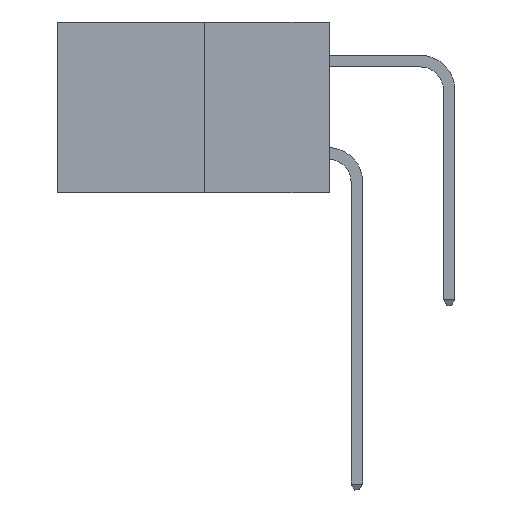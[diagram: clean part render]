
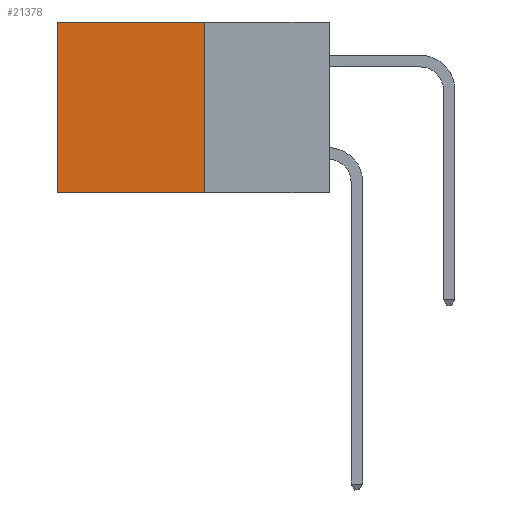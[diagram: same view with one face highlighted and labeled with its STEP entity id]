
A CAD part, left-side view. The second image highlights one B-rep face of the part: STEP entity #21378.
In plain terms, the highlighted planar face has unit normal (-1, 0, 0).
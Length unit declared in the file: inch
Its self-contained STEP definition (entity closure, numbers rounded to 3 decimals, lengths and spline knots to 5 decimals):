
#101 = CARTESIAN_POINT ( 'NONE',  ( 0.277, 0.59, -0.37 ) ) ;
#387 = VERTEX_POINT ( 'NONE', #101 ) ;
#652 = DIRECTION ( 'NONE',  ( 0., 1., 0. ) ) ;
#720 = ORIENTED_EDGE ( 'NONE', *, *, #1274, .F. ) ;
#1274 = EDGE_CURVE ( 'NONE', #21014, #387, #4344, .T. ) ;
#1438 = DIRECTION ( 'NONE',  ( 0., 1., 0. ) ) ;
#1842 = CARTESIAN_POINT ( 'NONE',  ( 0.277, 0.27, -0.37 ) ) ;
#2424 = CARTESIAN_POINT ( 'NONE',  ( 0.277, 0.27, 0. ) ) ;
#3625 = DIRECTION ( 'NONE',  ( 0., 0., -1. ) ) ;
#4344 = LINE ( 'NONE', #8803, #12782 ) ;
#4444 = VECTOR ( 'NONE', #652, 39.37008 ) ;
#5298 = DIRECTION ( 'NONE',  ( 0., 0., -1. ) ) ;
#5528 = DIRECTION ( 'NONE',  ( 0., 0., -1. ) ) ;
#7237 = CARTESIAN_POINT ( 'NONE',  ( 0.277, 0.59, -0.37 ) ) ;
#8550 = EDGE_CURVE ( 'NONE', #17853, #11347, #13926, .T. ) ;
#8803 = CARTESIAN_POINT ( 'NONE',  ( 0.277, 0.27, -0.37 ) ) ;
#9231 = CARTESIAN_POINT ( 'NONE',  ( 0.277, 0.27, 0. ) ) ;
#9549 = ORIENTED_EDGE ( 'NONE', *, *, #18984, .T. ) ;
#9782 = EDGE_LOOP ( 'NONE', ( #9549, #720, #21037, #21525 ) ) ;
#9813 = CARTESIAN_POINT ( 'NONE',  ( 0.277, 0.59, 0. ) ) ;
#11347 = VERTEX_POINT ( 'NONE', #9813 ) ;
#12019 = PLANE ( 'NONE',  #18352 ) ;
#12782 = VECTOR ( 'NONE', #1438, 39.37008 ) ;
#13189 = FACE_OUTER_BOUND ( 'NONE', #9782, .T. ) ;
#13293 = LINE ( 'NONE', #7237, #16567 ) ;
#13714 = VECTOR ( 'NONE', #5298, 39.37008 ) ;
#13746 = DIRECTION ( 'NONE',  ( 1., 0., 0. ) ) ;
#13926 = LINE ( 'NONE', #9231, #4444 ) ;
#14640 = CARTESIAN_POINT ( 'NONE',  ( 0.277, 0.27, -0.37 ) ) ;
#16567 = VECTOR ( 'NONE', #5528, 39.37008 ) ;
#17853 = VERTEX_POINT ( 'NONE', #2424 ) ;
#18033 = LINE ( 'NONE', #1842, #13714 ) ;
#18352 = AXIS2_PLACEMENT_3D ( 'NONE', #20195, #13746, #3625 ) ;
#18984 = EDGE_CURVE ( 'NONE', #11347, #387, #13293, .T. ) ;
#20195 = CARTESIAN_POINT ( 'NONE',  ( 0.277, 0.27, -0.37 ) ) ;
#21014 = VERTEX_POINT ( 'NONE', #14640 ) ;
#21037 = ORIENTED_EDGE ( 'NONE', *, *, #21351, .F. ) ;
#21351 = EDGE_CURVE ( 'NONE', #17853, #21014, #18033, .T. ) ;
#21378 = ADVANCED_FACE ( 'NONE', ( #13189 ), #12019, .F. ) ;
#21525 = ORIENTED_EDGE ( 'NONE', *, *, #8550, .T. ) ;
